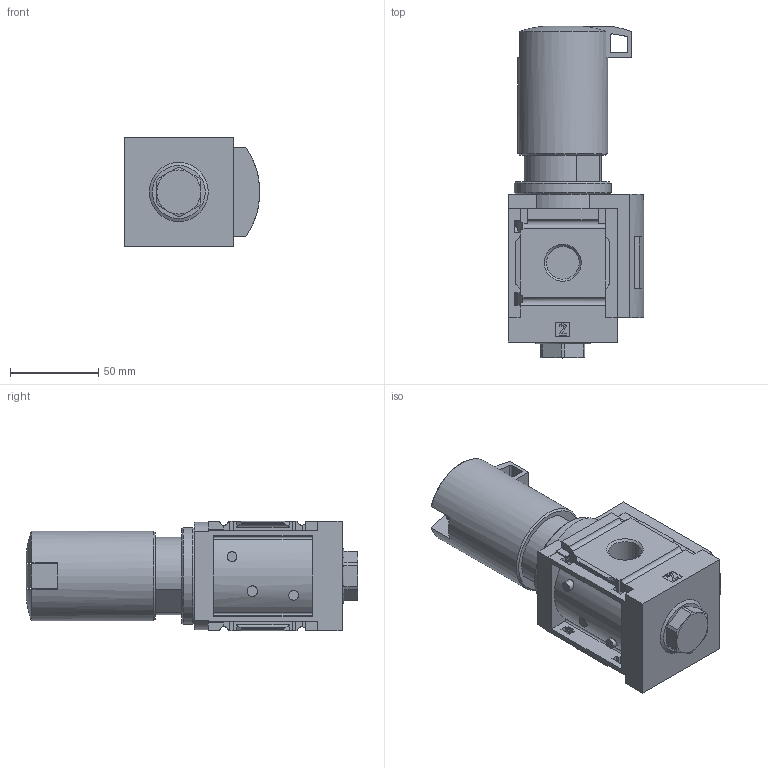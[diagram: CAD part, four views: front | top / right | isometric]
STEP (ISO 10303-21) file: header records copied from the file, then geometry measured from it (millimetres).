
FILE_DESCRIPTION(/* description */ ('STEP AP214'),/* implementation_level */ '2;1');
FILE_NAME(/* name */ '529994_MS6-LR-1_2-D7-AS-Z',/* time_stamp */ '2024-09-10T19:20:51+02:00',/* author */ ('License CC BY-ND 4.0'),/* organization */ ('CADENAS'),/* preprocessor_version */ 'ST-DEVELOPER v19.3',/* originating_system */ 'PARTsolutions',/* authorisation */ ' ');
FILE_SCHEMA (('AUTOMOTIVE_DESIGN {1 0 10303 214 3 1 1}'));
Length unit declared in the file: millimetre
Products named in the file (3): 529994 MS6-LR-1/2-D7-AS-Z; 527663 MS6-LR-1/2-D7-AS-Z0D; 651849 MS-LR-20
Assembly tree (2 placements, depth 2):
  529994 MS6-LR-1/2-D7-AS-Z
    527663 MS6-LR-1/2-D7-AS-Z0D
    651849 MS-LR-20
Bounding box: 77 x 188.5 x 62 mm (x, y, z)
Volume: 516362.1 mm3; surface area: 61157.7 mm2
Topology: 2 solids, 2 shells, 244 faces, 659 edges, 431 vertices
Faces by surface type: plane 181, cylinder 43, cone 16, torus 4
Full cylindrical faces by diameter (mm): 5.5 x2, 18.631 x2, 42.917 x1, 51 x1, 55 x1
Entity records: 9275 total; most frequent: CARTESIAN_POINT 1434, ORIENTED_EDGE 1278, DIRECTION 1221, EDGE_CURVE 639, LINE 491, VECTOR 491, VERTEX_POINT 428, AXIS2_PLACEMENT_3D 365
